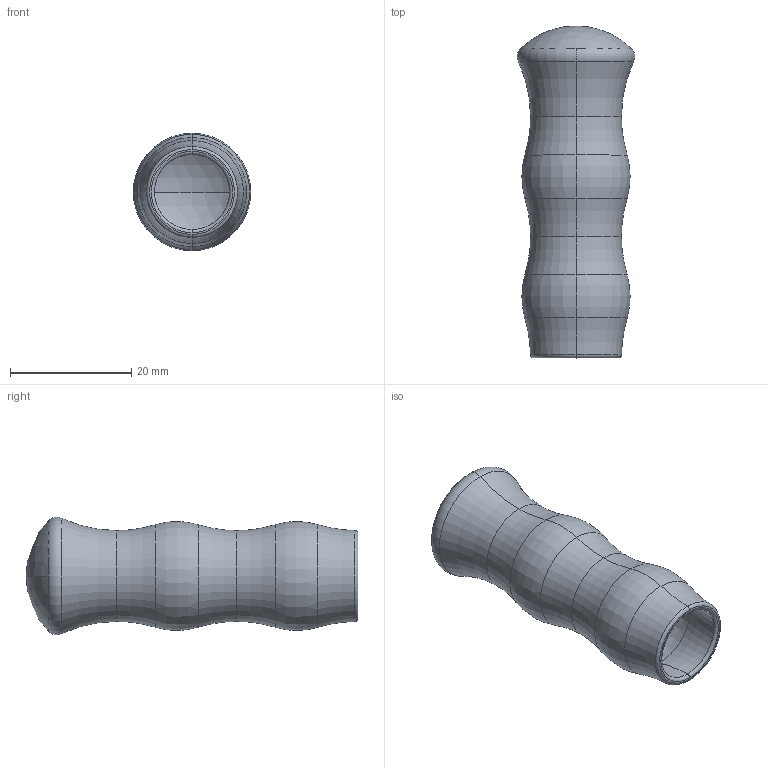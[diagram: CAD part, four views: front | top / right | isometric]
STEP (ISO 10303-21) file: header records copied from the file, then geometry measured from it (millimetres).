
FILE_DESCRIPTION (( 'STEP AP203' ), '1' );
FILE_NAME ('GH-GR-B03.STEP', '2023-02-21T09:08:29', ( '' ), ( '' ), 'SwSTEP 2.0', 'SolidWorks 2016', '' );
FILE_SCHEMA (( 'CONFIG_CONTROL_DESIGN' ));
Length unit declared in the file: millimetre
Products named in the file (1): GH-GR-B03
Bounding box: 19.4 x 54.8 x 19.4 mm (x, y, z)
Volume: 3548 mm3; surface area: 5506.7 mm2
Topology: 1 solids, 1 shells, 43 faces, 88 edges, 48 vertices
Faces by surface type: torus 38, sphere 4, plane 1
Entity records: 1231 total; most frequent: DIRECTION 264, CARTESIAN_POINT 180, ORIENTED_EDGE 176, AXIS2_PLACEMENT_3D 132, EDGE_CURVE 88, CIRCLE 88, VERTEX_POINT 48, EDGE_LOOP 44
